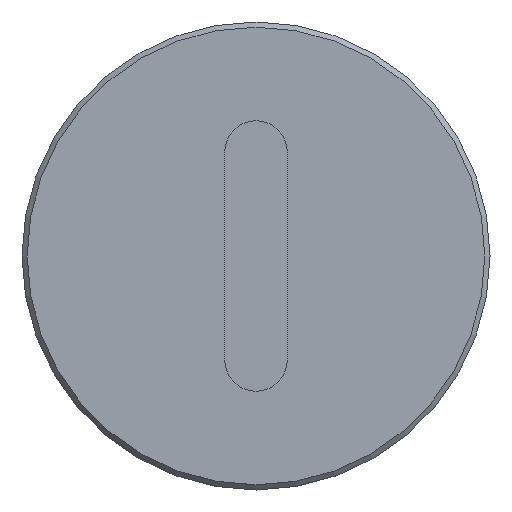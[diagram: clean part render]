
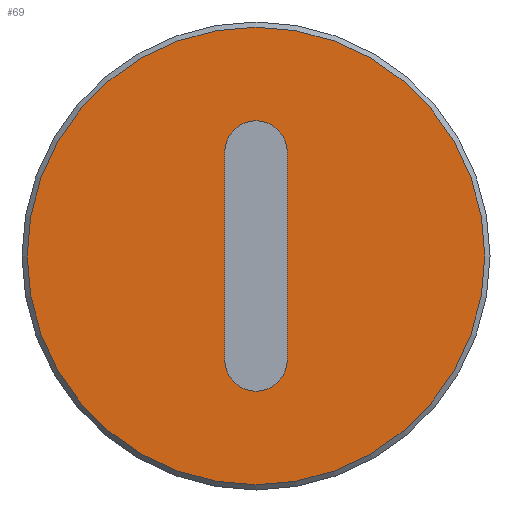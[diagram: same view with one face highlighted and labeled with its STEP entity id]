
A CAD part, left-side view. The second image highlights one B-rep face of the part: STEP entity #69.
In plain terms, the highlighted planar face has unit normal (-1, 0, 0).
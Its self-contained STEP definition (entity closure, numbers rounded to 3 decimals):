
#69=ADVANCED_FACE('',(#175,#176),#96,.F.);
#96=PLANE('',#466);
#111=LINE('',#656,#143);
#112=LINE('',#660,#144);
#143=VECTOR('',#520,1.);
#144=VECTOR('',#523,1.);
#175=FACE_BOUND('',#192,.T.);
#176=FACE_BOUND('',#193,.T.);
#192=EDGE_LOOP('',(#229));
#193=EDGE_LOOP('',(#230,#231,#232,#233));
#229=ORIENTED_EDGE('',*,*,#383,.T.);
#230=ORIENTED_EDGE('',*,*,#384,.T.);
#231=ORIENTED_EDGE('',*,*,#385,.F.);
#232=ORIENTED_EDGE('',*,*,#386,.T.);
#233=ORIENTED_EDGE('',*,*,#387,.F.);
#343=VERTEX_POINT('',#652);
#344=VERTEX_POINT('',#654);
#345=VERTEX_POINT('',#655);
#346=VERTEX_POINT('',#657);
#347=VERTEX_POINT('',#659);
#383=EDGE_CURVE('',#343,#343,#440,.T.);
#384=EDGE_CURVE('',#344,#345,#441,.T.);
#385=EDGE_CURVE('',#346,#345,#111,.T.);
#386=EDGE_CURVE('',#346,#347,#442,.T.);
#387=EDGE_CURVE('',#344,#347,#112,.T.);
#440=CIRCLE('',#463,4.4);
#441=CIRCLE('',#464,0.6);
#442=CIRCLE('',#465,0.6);
#463=AXIS2_PLACEMENT_3D('',#651,#516,#517);
#464=AXIS2_PLACEMENT_3D('',#653,#518,#519);
#465=AXIS2_PLACEMENT_3D('',#658,#521,#522);
#466=AXIS2_PLACEMENT_3D('',#661,#524,#525);
#516=DIRECTION('',(-1.,0.,0.));
#517=DIRECTION('',(0.,0.,-1.));
#518=DIRECTION('',(1.,0.,0.));
#519=DIRECTION('',(0.,0.,-1.));
#520=DIRECTION('',(0.,0.,-1.));
#521=DIRECTION('',(1.,0.,0.));
#522=DIRECTION('',(0.,0.,-1.));
#523=DIRECTION('',(0.,0.,1.));
#524=DIRECTION('',(1.,0.,0.));
#525=DIRECTION('',(0.,0.,-1.));
#651=CARTESIAN_POINT('',(0.,0.,0.));
#652=CARTESIAN_POINT('',(0.,0.,-4.4));
#653=CARTESIAN_POINT('',(0.,0.,-2.));
#654=CARTESIAN_POINT('',(0.,-0.6,-2.));
#655=CARTESIAN_POINT('',(0.,0.6,-2.));
#656=CARTESIAN_POINT('',(0.,0.6,2.6));
#657=CARTESIAN_POINT('',(0.,0.6,2.));
#658=CARTESIAN_POINT('',(0.,0.,2.));
#659=CARTESIAN_POINT('',(0.,-0.6,2.));
#660=CARTESIAN_POINT('',(0.,-0.6,-2.6));
#661=CARTESIAN_POINT('',(0.,0.,0.));
